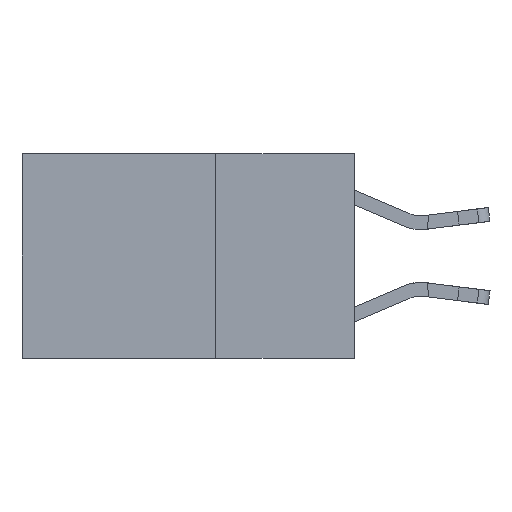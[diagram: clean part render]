
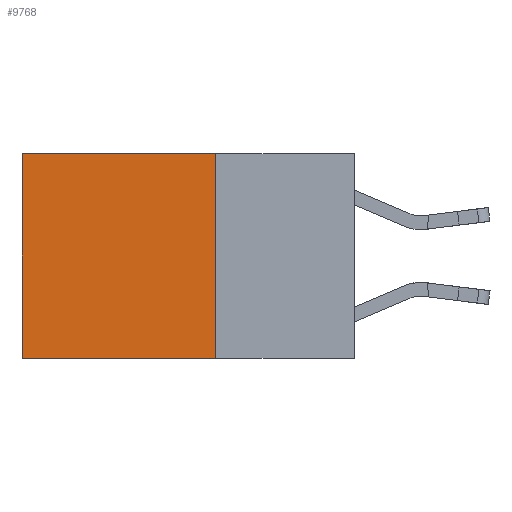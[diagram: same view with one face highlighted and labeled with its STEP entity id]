
A CAD part, left-side view. The second image highlights one B-rep face of the part: STEP entity #9768.
In plain terms, the highlighted planar face has unit normal (-1, 0, 0).
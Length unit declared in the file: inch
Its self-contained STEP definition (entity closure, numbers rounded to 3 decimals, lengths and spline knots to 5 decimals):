
#952 = CARTESIAN_POINT ( 'NONE',  ( 0.2625, 0.25, -0.37 ) ) ;
#3053 = CARTESIAN_POINT ( 'NONE',  ( 0.2625, 0.25, 0. ) ) ;
#3379 = FACE_OUTER_BOUND ( 'NONE', #18209, .T. ) ;
#4074 = VECTOR ( 'NONE', #20095, 39.37008 ) ;
#4660 = VERTEX_POINT ( 'NONE', #22158 ) ;
#4837 = DIRECTION ( 'NONE',  ( 0., 1., 0. ) ) ;
#5176 = CARTESIAN_POINT ( 'NONE',  ( 0.2625, 0.25, 0. ) ) ;
#5256 = ORIENTED_EDGE ( 'NONE', *, *, #21032, .T. ) ;
#7004 = AXIS2_PLACEMENT_3D ( 'NONE', #5176, #9437, #7100 ) ;
#7100 = DIRECTION ( 'NONE',  ( 0., 0., -1. ) ) ;
#7262 = DIRECTION ( 'NONE',  ( 0., 0., -1. ) ) ;
#7349 = VECTOR ( 'NONE', #4837, 39.37008 ) ;
#7459 = LINE ( 'NONE', #3053, #7349 ) ;
#7746 = ORIENTED_EDGE ( 'NONE', *, *, #14169, .F. ) ;
#8146 = VECTOR ( 'NONE', #7262, 39.37008 ) ;
#9173 = PLANE ( 'NONE',  #7004 ) ;
#9437 = DIRECTION ( 'NONE',  ( 1., 0., 0. ) ) ;
#9768 = ADVANCED_FACE ( 'NONE', ( #3379 ), #9173, .F. ) ;
#10344 = DIRECTION ( 'NONE',  ( 0., 0., -1. ) ) ;
#11700 = CARTESIAN_POINT ( 'NONE',  ( 0.2625, 0.25, -0.37 ) ) ;
#13104 = LINE ( 'NONE', #14740, #19216 ) ;
#14169 = EDGE_CURVE ( 'NONE', #22756, #18628, #26423, .T. ) ;
#14328 = ORIENTED_EDGE ( 'NONE', *, *, #16965, .F. ) ;
#14740 = CARTESIAN_POINT ( 'NONE',  ( 0.2625, 0.6, 0. ) ) ;
#16585 = ORIENTED_EDGE ( 'NONE', *, *, #19372, .T. ) ;
#16965 = EDGE_CURVE ( 'NONE', #4660, #22756, #24170, .T. ) ;
#18209 = EDGE_LOOP ( 'NONE', ( #16585, #7746, #14328, #5256 ) ) ;
#18628 = VERTEX_POINT ( 'NONE', #25804 ) ;
#18680 = CARTESIAN_POINT ( 'NONE',  ( 0.2625, 0.6, 0. ) ) ;
#19216 = VECTOR ( 'NONE', #10344, 39.37008 ) ;
#19372 = EDGE_CURVE ( 'NONE', #25300, #18628, #13104, .T. ) ;
#20095 = DIRECTION ( 'NONE',  ( 0., 1., 0. ) ) ;
#21032 = EDGE_CURVE ( 'NONE', #4660, #25300, #7459, .T. ) ;
#22158 = CARTESIAN_POINT ( 'NONE',  ( 0.2625, 0.25, 0. ) ) ;
#22756 = VERTEX_POINT ( 'NONE', #952 ) ;
#24170 = LINE ( 'NONE', #25966, #8146 ) ;
#25300 = VERTEX_POINT ( 'NONE', #18680 ) ;
#25804 = CARTESIAN_POINT ( 'NONE',  ( 0.2625, 0.6, -0.37 ) ) ;
#25966 = CARTESIAN_POINT ( 'NONE',  ( 0.2625, 0.25, 0. ) ) ;
#26423 = LINE ( 'NONE', #11700, #4074 ) ;
